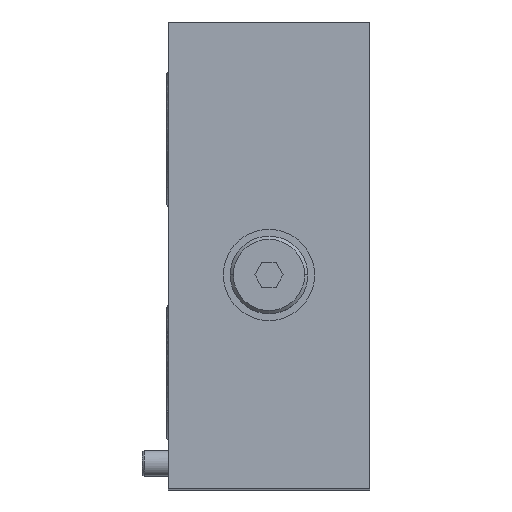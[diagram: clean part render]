
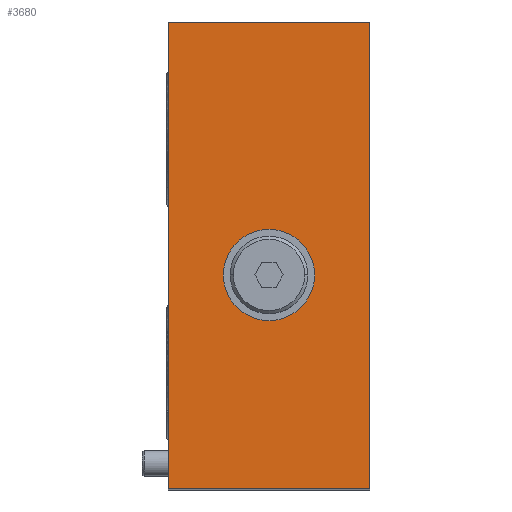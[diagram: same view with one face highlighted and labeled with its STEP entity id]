
A CAD part, top view. The second image highlights one B-rep face of the part: STEP entity #3680.
In plain terms, the highlighted planar face has unit normal (0, 0, 1).
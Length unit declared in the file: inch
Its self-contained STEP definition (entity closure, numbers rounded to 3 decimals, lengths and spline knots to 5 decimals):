
#652=DIRECTION('',(0.,-1.,0.));
#653=VECTOR('',#652,4.5);
#654=CARTESIAN_POINT('',(0.,0.,6.062));
#655=LINE('',#654,#653);
#656=DIRECTION('',(-1.,0.,0.));
#657=VECTOR('',#656,1.938);
#658=CARTESIAN_POINT('',(1.938,0.,6.062));
#659=LINE('',#658,#657);
#660=DIRECTION('',(0.,1.,0.));
#661=VECTOR('',#660,4.5);
#662=CARTESIAN_POINT('',(1.938,-4.5,6.062));
#663=LINE('',#662,#661);
#664=DIRECTION('',(1.,0.,0.));
#665=VECTOR('',#664,1.938);
#666=CARTESIAN_POINT('',(0.,-4.5,6.062));
#667=LINE('',#666,#665);
#668=CARTESIAN_POINT('',(0.969,-2.438,6.062));
#669=DIRECTION('',(0.,0.,-1.));
#670=DIRECTION('',(-1.,0.,0.));
#671=AXIS2_PLACEMENT_3D('',#668,#669,#670);
#673=CARTESIAN_POINT('',(0.969,-2.438,6.062));
#674=DIRECTION('',(0.,0.,-1.));
#675=DIRECTION('',(1.,0.,0.));
#676=AXIS2_PLACEMENT_3D('',#673,#674,#675);
#2474=CARTESIAN_POINT('',(0.,0.,6.062));
#2475=CARTESIAN_POINT('',(0.,-4.5,6.062));
#2476=VERTEX_POINT('',#2474);
#2477=VERTEX_POINT('',#2475);
#2478=CARTESIAN_POINT('',(1.938,-4.5,6.062));
#2479=VERTEX_POINT('',#2478);
#2480=CARTESIAN_POINT('',(1.938,0.,6.062));
#2481=VERTEX_POINT('',#2480);
#2498=CARTESIAN_POINT('',(0.529,-2.438,
6.062));
#2499=CARTESIAN_POINT('',(1.409,-2.438,6.062));
#2500=VERTEX_POINT('',#2498);
#2501=VERTEX_POINT('',#2499);
#3660=CARTESIAN_POINT('',(0.,0.,6.062));
#3661=DIRECTION('',(0.,0.,1.));
#3662=DIRECTION('',(1.,0.,0.));
#3663=AXIS2_PLACEMENT_3D('',#3660,#3661,#3662);
#3664=PLANE('',#3663);
#3666=ORIENTED_EDGE('',*,*,#3665,.F.);
#3668=ORIENTED_EDGE('',*,*,#3667,.F.);
#3670=ORIENTED_EDGE('',*,*,#3669,.F.);
#3672=ORIENTED_EDGE('',*,*,#3671,.F.);
#3673=EDGE_LOOP('',(#3666,#3668,#3670,#3672));
#3674=FACE_OUTER_BOUND('',#3673,.F.);
#3676=ORIENTED_EDGE('',*,*,#3675,.F.);
#3677=ORIENTED_EDGE('',*,*,#3650,.F.);
#3678=EDGE_LOOP('',(#3676,#3677));
#3679=FACE_BOUND('',#3678,.F.);
#3680=ADVANCED_FACE('',(#3674,#3679),#3664,.T.);
#672=CIRCLE('',#671,0.44);
#677=CIRCLE('',#676,0.44);
#3650=EDGE_CURVE('',#2501,#2500,#677,.T.);
#3665=EDGE_CURVE('',#2476,#2477,#655,.T.);
#3667=EDGE_CURVE('',#2481,#2476,#659,.T.);
#3669=EDGE_CURVE('',#2479,#2481,#663,.T.);
#3671=EDGE_CURVE('',#2477,#2479,#667,.T.);
#3675=EDGE_CURVE('',#2500,#2501,#672,.T.);
